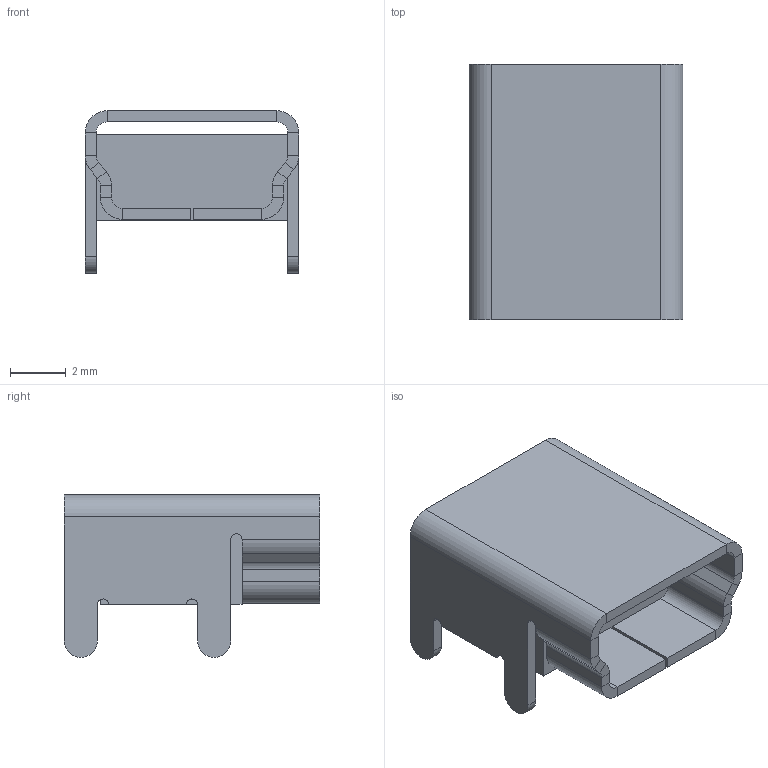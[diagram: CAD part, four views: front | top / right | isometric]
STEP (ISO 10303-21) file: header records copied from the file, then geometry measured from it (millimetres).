
FILE_DESCRIPTION(/* description */ (''),/* implementation_level */ '2;1');
FILE_NAME(/* name */ 'HRO-U-M-M5DD-W-1.step',/* time_stamp */ '2023-05-09T22:02:39+02:00',/* author */ (''),/* organization */ (''),/* preprocessor_version */ 'ST-DEVELOPER v19.2',/* originating_system */ 'Autodesk Translation Framework v12.4.0.73',/* authorisation */ '');
FILE_SCHEMA (('AUTOMOTIVE_DESIGN { 1 0 10303 214 3 1 1 }'));
Length unit declared in the file: millimetre
Products named in the file (3): USB_Housing; Pins; Plastic_Case
Assembly tree (2 placements, depth 2):
  USB_Housing
    Pins
    Plastic_Case
Bounding box: 7.7 x 9.2 x 5.85 mm (x, y, z)
Volume: 171.4 mm3; surface area: 498.8 mm2
Topology: 7 solids, 7 shells, 150 faces, 344 edges, 208 vertices
Faces by surface type: plane 112, cylinder 38
Entity records: 4228 total; most frequent: DIRECTION 730, CARTESIAN_POINT 707, ORIENTED_EDGE 688, EDGE_CURVE 344, LINE 268, VECTOR 268, AXIS2_PLACEMENT_3D 231, VERTEX_POINT 208
